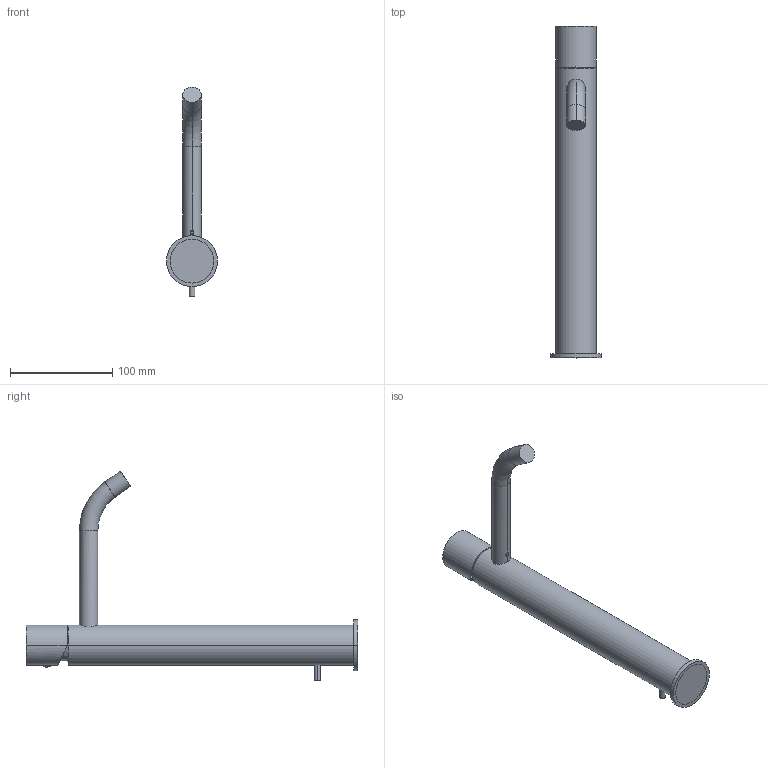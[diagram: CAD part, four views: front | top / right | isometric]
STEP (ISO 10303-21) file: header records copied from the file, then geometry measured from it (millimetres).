
FILE_DESCRIPTION((''),'2;1');
FILE_NAME('LIGX085CR','2021-01-15T14:02:56',('ut3'),('PAFFONI SpA'),'CREO PARAMETRIC BY PTC INC, 2020044','CREO PARAMETRIC BY PTC INC, 2020044','');
FILE_SCHEMA(('CONFIG_CONTROL_DESIGN','SHAPE_APPEARANCE_LAYERS_GROUPS'));
Length unit declared in the file: millimetre
Products named in the file (1): LIGX085CR
Bounding box: 50 x 325.39 x 205.56 mm (x, y, z)
Surface area: 59289.2 mm2 (no closed solid volume)
Topology: 0 solids, 12 shells, 42 faces, 103 edges, 68 vertices
Faces by surface type: cylinder 18, plane 9, cone 9, torus 4, sphere 2
Entity records: 1653 total; most frequent: CARTESIAN_POINT 363, DIRECTION 227, ORIENTED_EDGE 163, AXIS2_PLACEMENT_3D 99, EDGE_CURVE 99, VERTEX_POINT 68, CIRCLE 57, EDGE_LOOP 42
